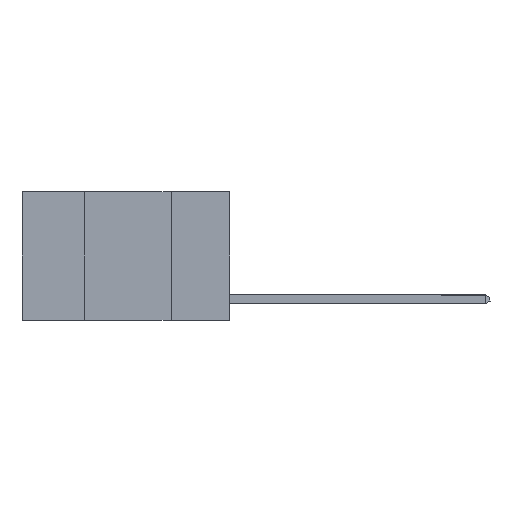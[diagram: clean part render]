
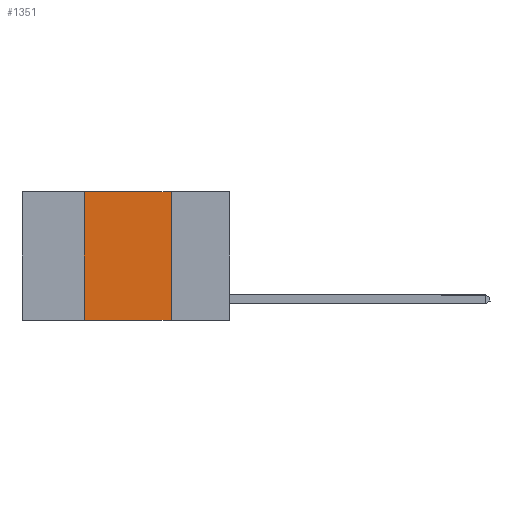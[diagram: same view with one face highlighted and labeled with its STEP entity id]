
A CAD part, left-side view. The second image highlights one B-rep face of the part: STEP entity #1351.
In plain terms, the highlighted planar face has unit normal (-1, 0, 0).
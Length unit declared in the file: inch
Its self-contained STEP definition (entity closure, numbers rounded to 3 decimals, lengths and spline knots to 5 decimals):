
#324 = VERTEX_POINT ( 'NONE', #5764 ) ;
#405 = DIRECTION ( 'NONE',  ( 0., 0., -1. ) ) ;
#1351 = ADVANCED_FACE ( 'NONE', ( #6871 ), #5907, .F. ) ;
#2085 = AXIS2_PLACEMENT_3D ( 'NONE', #8320, #5829, #7337 ) ;
#2249 = ORIENTED_EDGE ( 'NONE', *, *, #8378, .F. ) ;
#2960 = EDGE_CURVE ( 'NONE', #4964, #324, #4461, .T. ) ;
#3098 = DIRECTION ( 'NONE',  ( 0., -1., 0. ) ) ;
#3229 = ORIENTED_EDGE ( 'NONE', *, *, #7558, .T. ) ;
#3725 = VERTEX_POINT ( 'NONE', #8556 ) ;
#4014 = VECTOR ( 'NONE', #6047, 39.37008 ) ;
#4181 = CARTESIAN_POINT ( 'NONE',  ( 0., 0.6, 0. ) ) ;
#4281 = CARTESIAN_POINT ( 'NONE',  ( 0., 0.42, -0.37 ) ) ;
#4461 = LINE ( 'NONE', #4181, #6454 ) ;
#4888 = VECTOR ( 'NONE', #3098, 39.37008 ) ;
#4964 = VERTEX_POINT ( 'NONE', #5044 ) ;
#5044 = CARTESIAN_POINT ( 'NONE',  ( 0., 0.42, 0. ) ) ;
#5140 = ORIENTED_EDGE ( 'NONE', *, *, #2960, .F. ) ;
#5288 = VECTOR ( 'NONE', #405, 39.37008 ) ;
#5334 = LINE ( 'NONE', #7069, #4888 ) ;
#5357 = CARTESIAN_POINT ( 'NONE',  ( 0., 0.42, 0. ) ) ;
#5433 = DIRECTION ( 'NONE',  ( 0., -1., 0. ) ) ;
#5606 = VERTEX_POINT ( 'NONE', #4281 ) ;
#5764 = CARTESIAN_POINT ( 'NONE',  ( 0., 0.17, 0. ) ) ;
#5772 = LINE ( 'NONE', #5357, #4014 ) ;
#5829 = DIRECTION ( 'NONE',  ( 1., 0., 0. ) ) ;
#5899 = CARTESIAN_POINT ( 'NONE',  ( 0., 0.17, 0. ) ) ;
#5907 = PLANE ( 'NONE',  #2085 ) ;
#6047 = DIRECTION ( 'NONE',  ( 0., 0., 1. ) ) ;
#6454 = VECTOR ( 'NONE', #5433, 39.37008 ) ;
#6704 = ORIENTED_EDGE ( 'NONE', *, *, #7974, .F. ) ;
#6871 = FACE_OUTER_BOUND ( 'NONE', #8145, .T. ) ;
#7069 = CARTESIAN_POINT ( 'NONE',  ( 0., 0.6, -0.37 ) ) ;
#7337 = DIRECTION ( 'NONE',  ( 0., 0., -1. ) ) ;
#7558 = EDGE_CURVE ( 'NONE', #5606, #3725, #5334, .T. ) ;
#7974 = EDGE_CURVE ( 'NONE', #5606, #4964, #5772, .T. ) ;
#8145 = EDGE_LOOP ( 'NONE', ( #2249, #5140, #6704, #3229 ) ) ;
#8320 = CARTESIAN_POINT ( 'NONE',  ( 0., 0.6, 0. ) ) ;
#8378 = EDGE_CURVE ( 'NONE', #324, #3725, #8723, .T. ) ;
#8556 = CARTESIAN_POINT ( 'NONE',  ( 0., 0.17, -0.37 ) ) ;
#8723 = LINE ( 'NONE', #5899, #5288 ) ;
